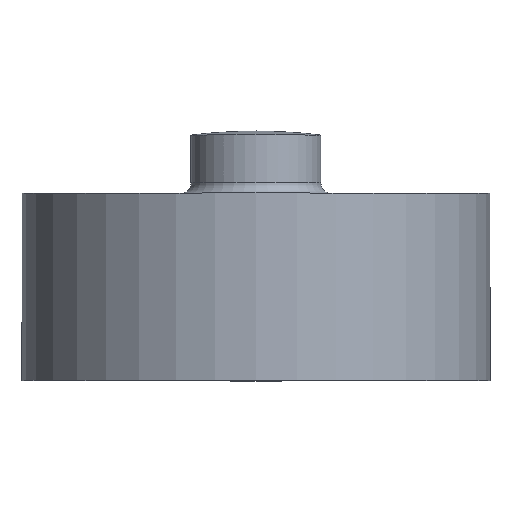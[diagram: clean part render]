
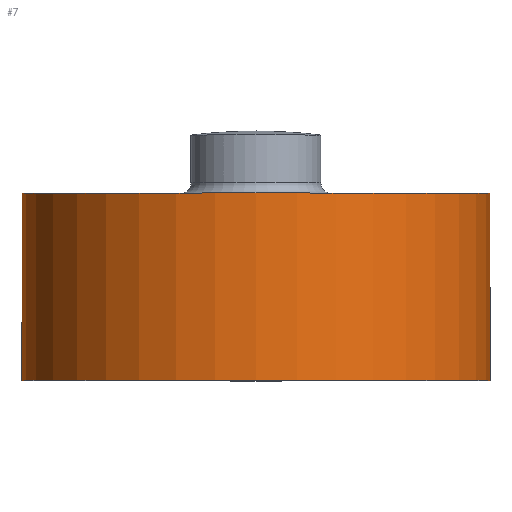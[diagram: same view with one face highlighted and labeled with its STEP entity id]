
A CAD part, top view. The second image highlights one B-rep face of the part: STEP entity #7.
In plain terms, the highlighted cylindrical face has radius 45 mm (diameter 90 mm), a partial arc.
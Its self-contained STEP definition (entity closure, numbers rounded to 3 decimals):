
#6 = EDGE_CURVE ( 'NONE', #932, #892, #361, .T. ) ;
#7 = ADVANCED_FACE ( 'NONE', ( #144 ), #139, .T. ) ;
#57 = ORIENTED_EDGE ( 'NONE', *, *, #469, .T. ) ;
#88 = CARTESIAN_POINT ( 'NONE',  ( -45., 0., 0. ) ) ;
#94 = ORIENTED_EDGE ( 'NONE', *, *, #6, .T. ) ;
#126 = AXIS2_PLACEMENT_3D ( 'NONE', #368, #191, #278 ) ;
#131 = EDGE_CURVE ( 'NONE', #932, #560, #403, .T. ) ;
#139 = CYLINDRICAL_SURFACE ( 'NONE', #1062, 45. ) ;
#141 = VERTEX_POINT ( 'NONE', #644 ) ;
#144 = FACE_OUTER_BOUND ( 'NONE', #365, .T. ) ;
#176 = CARTESIAN_POINT ( 'NONE',  ( 0., 48., 0. ) ) ;
#191 = DIRECTION ( 'NONE',  ( 0., 1., 0. ) ) ;
#231 = LINE ( 'NONE', #626, #633 ) ;
#242 = ORIENTED_EDGE ( 'NONE', *, *, #131, .F. ) ;
#249 = CARTESIAN_POINT ( 'NONE',  ( 0., 36., 0. ) ) ;
#252 = DIRECTION ( 'NONE',  ( -1., 0., 0. ) ) ;
#278 = DIRECTION ( 'NONE',  ( -1., 0., 0. ) ) ;
#361 = CIRCLE ( 'NONE', #126, 45. ) ;
#365 = EDGE_LOOP ( 'NONE', ( #94, #57, #846, #242 ) ) ;
#368 = CARTESIAN_POINT ( 'NONE',  ( 0., 0., 0. ) ) ;
#403 = LINE ( 'NONE', #473, #777 ) ;
#413 = AXIS2_PLACEMENT_3D ( 'NONE', #249, #1117, #252 ) ;
#469 = EDGE_CURVE ( 'NONE', #892, #141, #231, .T. ) ;
#473 = CARTESIAN_POINT ( 'NONE',  ( -45., 48., 0. ) ) ;
#560 = VERTEX_POINT ( 'NONE', #807 ) ;
#591 = CIRCLE ( 'NONE', #413, 45. ) ;
#616 = DIRECTION ( 'NONE',  ( -1., 0., 0. ) ) ;
#619 = CARTESIAN_POINT ( 'NONE',  ( 45., 0., 0. ) ) ;
#626 = CARTESIAN_POINT ( 'NONE',  ( 45., 48., 0. ) ) ;
#633 = VECTOR ( 'NONE', #971, 1000. ) ;
#644 = CARTESIAN_POINT ( 'NONE',  ( 45., 36., 0. ) ) ;
#777 = VECTOR ( 'NONE', #1078, 1000. ) ;
#795 = DIRECTION ( 'NONE',  ( 0., 1., 0. ) ) ;
#807 = CARTESIAN_POINT ( 'NONE',  ( -45., 36., 0. ) ) ;
#823 = EDGE_CURVE ( 'NONE', #560, #141, #591, .T. ) ;
#846 = ORIENTED_EDGE ( 'NONE', *, *, #823, .F. ) ;
#892 = VERTEX_POINT ( 'NONE', #619 ) ;
#932 = VERTEX_POINT ( 'NONE', #88 ) ;
#971 = DIRECTION ( 'NONE',  ( 0., 1., 0. ) ) ;
#1062 = AXIS2_PLACEMENT_3D ( 'NONE', #176, #795, #616 ) ;
#1078 = DIRECTION ( 'NONE',  ( 0., 1., 0. ) ) ;
#1117 = DIRECTION ( 'NONE',  ( 0., 1., 0. ) ) ;
